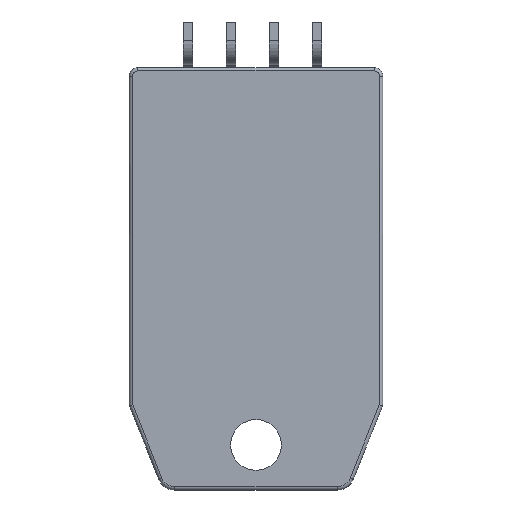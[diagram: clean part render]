
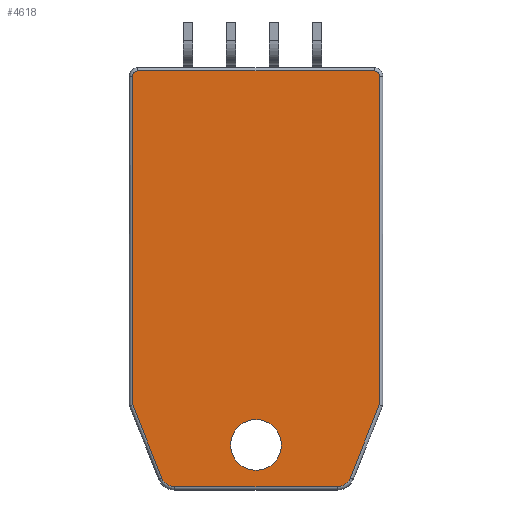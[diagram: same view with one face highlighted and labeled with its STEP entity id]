
A CAD part, front view. The second image highlights one B-rep face of the part: STEP entity #4618.
In plain terms, the highlighted planar face has unit normal (0, -1, 0).
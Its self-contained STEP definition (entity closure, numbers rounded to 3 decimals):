
#18=FACE_BOUND('',#498,.T.);
#61=PLANE('',#4905);
#272=FACE_OUTER_BOUND('',#497,.T.);
#497=EDGE_LOOP('',(#3363,#3364,#3365,#3366,#3367,#3368,#3369,#3370,#3371,
#3372));
#498=EDGE_LOOP('',(#3373));
#826=LINE('',#6691,#1417);
#827=LINE('',#6695,#1418);
#830=LINE('',#6710,#1421);
#832=LINE('',#6720,#1423);
#833=LINE('',#6729,#1424);
#834=LINE('',#6735,#1425);
#1417=VECTOR('',#5370,10.);
#1418=VECTOR('',#5375,10.);
#1421=VECTOR('',#5392,10.);
#1423=VECTOR('',#5404,10.);
#1424=VECTOR('',#5417,10.);
#1425=VECTOR('',#5426,10.);
#1900=CIRCLE('',#4828,1.5);
#1931=CIRCLE('',#4887,0.8);
#1935=CIRCLE('',#4893,0.8);
#1937=CIRCLE('',#4898,0.3);
#1940=CIRCLE('',#4903,0.3);
#1998=VERTEX_POINT('',#6392);
#2115=VERTEX_POINT('',#6688);
#2116=VERTEX_POINT('',#6690);
#2117=VERTEX_POINT('',#6694);
#2119=VERTEX_POINT('',#6700);
#2121=VERTEX_POINT('',#6706);
#2123=VERTEX_POINT('',#6712);
#2125=VERTEX_POINT('',#6719);
#2126=VERTEX_POINT('',#6723);
#2127=VERTEX_POINT('',#6727);
#2128=VERTEX_POINT('',#6731);
#2455=EDGE_CURVE('',#1998,#1998,#1900,.T.);
#2595=EDGE_CURVE('',#2115,#2116,#826,.T.);
#2597=EDGE_CURVE('',#2116,#2117,#827,.T.);
#2602=EDGE_CURVE('',#2117,#2119,#1931,.T.);
#2605=EDGE_CURVE('',#2119,#2121,#830,.T.);
#2608=EDGE_CURVE('',#2121,#2123,#1935,.T.);
#2610=EDGE_CURVE('',#2123,#2125,#832,.T.);
#2613=EDGE_CURVE('',#2126,#2115,#1937,.T.);
#2615=EDGE_CURVE('',#2127,#2126,#833,.T.);
#2617=EDGE_CURVE('',#2128,#2127,#1940,.T.);
#2618=EDGE_CURVE('',#2125,#2128,#834,.T.);
#3363=ORIENTED_EDGE('',*,*,#2595,.F.);
#3364=ORIENTED_EDGE('',*,*,#2613,.F.);
#3365=ORIENTED_EDGE('',*,*,#2615,.F.);
#3366=ORIENTED_EDGE('',*,*,#2617,.F.);
#3367=ORIENTED_EDGE('',*,*,#2618,.F.);
#3368=ORIENTED_EDGE('',*,*,#2610,.F.);
#3369=ORIENTED_EDGE('',*,*,#2608,.F.);
#3370=ORIENTED_EDGE('',*,*,#2605,.F.);
#3371=ORIENTED_EDGE('',*,*,#2602,.F.);
#3372=ORIENTED_EDGE('',*,*,#2597,.F.);
#3373=ORIENTED_EDGE('',*,*,#2455,.T.);
#4618=ADVANCED_FACE('',(#272,#18),#61,.F.);
#4828=AXIS2_PLACEMENT_3D('',#6394,#5156,#5157);
#4887=AXIS2_PLACEMENT_3D('',#6704,#5385,#5386);
#4893=AXIS2_PLACEMENT_3D('',#6716,#5399,#5400);
#4898=AXIS2_PLACEMENT_3D('',#6725,#5411,#5412);
#4903=AXIS2_PLACEMENT_3D('',#6733,#5422,#5423);
#4905=AXIS2_PLACEMENT_3D('',#6736,#5427,#5428);
#5156=DIRECTION('center_axis',(0.,1.,0.));
#5157=DIRECTION('ref_axis',(-1.,0.,0.));
#5370=DIRECTION('',(0.,0.,-1.));
#5375=DIRECTION('',(-0.371,0.,-0.928));
#5385=DIRECTION('center_axis',(0.,1.,0.));
#5386=DIRECTION('ref_axis',(0.561,0.,-0.828));
#5392=DIRECTION('',(-1.,0.,0.));
#5399=DIRECTION('center_axis',(0.,1.,0.));
#5400=DIRECTION('ref_axis',(-0.561,0.,-0.828));
#5404=DIRECTION('',(-0.371,0.,0.928));
#5411=DIRECTION('center_axis',(0.,1.,0.));
#5412=DIRECTION('ref_axis',(0.707,0.,0.707));
#5417=DIRECTION('',(1.,0.,0.));
#5422=DIRECTION('center_axis',(0.,1.,0.));
#5423=DIRECTION('ref_axis',(-0.707,0.,0.707));
#5426=DIRECTION('',(0.,0.,1.));
#5427=DIRECTION('center_axis',(0.,1.,0.));
#5428=DIRECTION('ref_axis',(0.,0.,1.));
#6392=CARTESIAN_POINT('',(1.5,0.,-12.333));
#6394=CARTESIAN_POINT('Origin',(0.,0.,-12.333));
#6688=CARTESIAN_POINT('',(7.3,0.,9.5));
#6690=CARTESIAN_POINT('',(7.3,0.,-9.961));
#6691=CARTESIAN_POINT('',(7.3,0.,4.691));
#6694=CARTESIAN_POINT('',(5.566,0.,-14.297));
#6695=CARTESIAN_POINT('',(8.001,0.,-8.209));
#6700=CARTESIAN_POINT('',(4.823,0.,-14.8));
#6704=CARTESIAN_POINT('Origin',(4.823,0.,-14.));
#6706=CARTESIAN_POINT('',(-4.823,0.,-14.8));
#6710=CARTESIAN_POINT('',(0.,0.,-14.8));
#6712=CARTESIAN_POINT('',(-5.566,0.,-14.297));
#6716=CARTESIAN_POINT('Origin',(-4.823,0.,-14.));
#6719=CARTESIAN_POINT('',(-7.3,0.,-9.961));
#6720=CARTESIAN_POINT('',(-8.001,0.,-8.209));
#6723=CARTESIAN_POINT('',(7.,0.,9.8));
#6725=CARTESIAN_POINT('Origin',(7.,0.,9.5));
#6727=CARTESIAN_POINT('',(-7.,0.,9.8));
#6729=CARTESIAN_POINT('',(-3.5,0.,9.8));
#6731=CARTESIAN_POINT('',(-7.3,0.,9.5));
#6733=CARTESIAN_POINT('Origin',(-7.,0.,9.5));
#6735=CARTESIAN_POINT('',(-7.3,0.,-5.059));
#6736=CARTESIAN_POINT('Origin',(0.,0.,-0.118));
